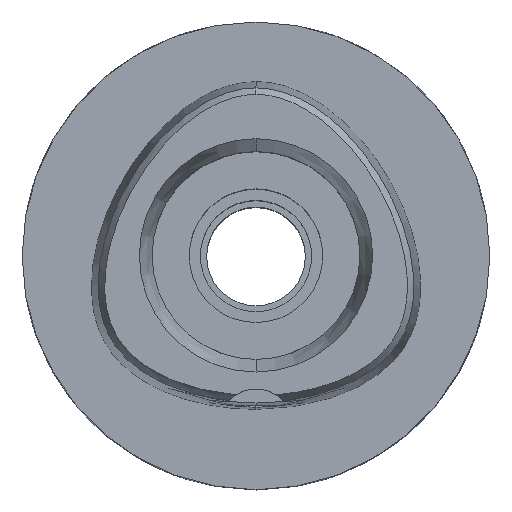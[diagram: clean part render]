
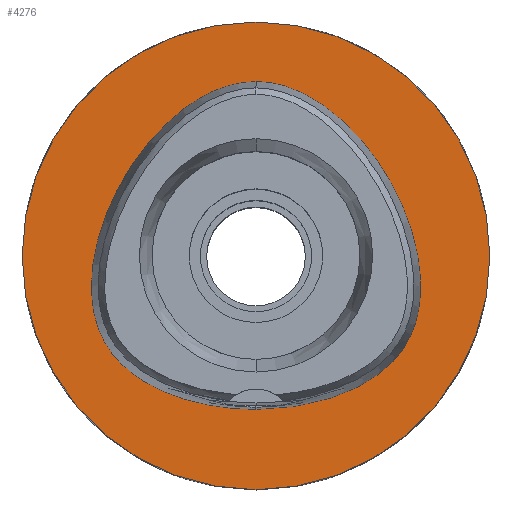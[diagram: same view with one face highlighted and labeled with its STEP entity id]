
A CAD part, top view. The second image highlights one B-rep face of the part: STEP entity #4276.
In plain terms, the highlighted planar face has unit normal (0, 0, 1).
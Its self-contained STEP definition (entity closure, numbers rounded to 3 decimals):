
#206 = CARTESIAN_POINT ( 'NONE',  ( -14.408, 15.641, 0. ) ) ;
#239 = CARTESIAN_POINT ( 'NONE',  ( 19.649, -12.825, 0. ) ) ;
#254 = CARTESIAN_POINT ( 'NONE',  ( -6.341, -20.298, 0. ) ) ;
#279 = CARTESIAN_POINT ( 'NONE',  ( -14.673, -17.214, 0. ) ) ;
#289 = CARTESIAN_POINT ( 'NONE',  ( 0., -31.5, 0. ) ) ;
#509 = DIRECTION ( 'NONE',  ( 0., -1., 0. ) ) ;
#573 = CARTESIAN_POINT ( 'NONE',  ( 0., 23.475, 0. ) ) ;
#619 = CARTESIAN_POINT ( 'NONE',  ( -21.555, -8.996, 0. ) ) ;
#626 = CARTESIAN_POINT ( 'NONE',  ( 16.959, -15.678, 0. ) ) ;
#647 = CARTESIAN_POINT ( 'NONE',  ( -10.746, 19.174, 0. ) ) ;
#672 = CARTESIAN_POINT ( 'NONE',  ( -21.978, -0.281, 0. ) ) ;
#765 = CARTESIAN_POINT ( 'NONE',  ( 0., 0., 0. ) ) ;
#792 = CIRCLE ( 'NONE', #1452, 31.5 ) ;
#804 = B_SPLINE_CURVE_WITH_KNOTS ( 'NONE', 3,
 ( #573, #4146, #3748, #1422, #2131, #647, #206, #2154, #2232, #672, #2564, #991, #619, #4094, #1769, #4832, #2183, #3771, #279, #4455, #254, #1841, #1377 ),
 .UNSPECIFIED., .F., .F.,
 ( 4, 1, 1, 1, 1, 1, 1, 1, 1, 1, 1, 1, 1, 1, 1, 1, 1, 1, 1, 1, 4 ),
 ( 0., 0.042, 0.083, 0.125, 0.167, 0.25, 0.333, 0.417, 0.5, 0.542, 0.583, 0.625, 0.646, 0.667, 0.688, 0.708, 0.75, 0.792, 0.833, 0.917, 1. ),
 .UNSPECIFIED. ) ;
#811 = AXIS2_PLACEMENT_3D ( 'NONE', #3292, #4857, #1796 ) ;
#887 = FACE_BOUND ( 'NONE', #3177, .T. ) ;
#991 = CARTESIAN_POINT ( 'NONE',  ( -22.057, -6.848, 0. ) ) ;
#1043 = CARTESIAN_POINT ( 'NONE',  ( 22.245, -4.1, 0. ) ) ;
#1113 = CARTESIAN_POINT ( 'NONE',  ( 7.571, 21.315, 0. ) ) ;
#1131 = CIRCLE ( 'NONE', #3953, 31.5 ) ;
#1294 = DIRECTION ( 'NONE',  ( 0., 0., -1. ) ) ;
#1377 = CARTESIAN_POINT ( 'NONE',  ( 0., -20.675, 0. ) ) ;
#1406 = CARTESIAN_POINT ( 'NONE',  ( 2.114, -20.675, 0. ) ) ;
#1422 = CARTESIAN_POINT ( 'NONE',  ( -5.098, 22.526, 0. ) ) ;
#1426 = CARTESIAN_POINT ( 'NONE',  ( 6.341, -20.298, 0. ) ) ;
#1452 = AXIS2_PLACEMENT_3D ( 'NONE', #765, #1294, #509 ) ;
#1480 = DIRECTION ( 'NONE',  ( 0., 0., -1. ) ) ;
#1594 = CARTESIAN_POINT ( 'NONE',  ( 18.068, 10.432, 0. ) ) ;
#1714 = VERTEX_POINT ( 'NONE', #4331 ) ;
#1769 = CARTESIAN_POINT ( 'NONE',  ( -20.35, -11.749, 0. ) ) ;
#1796 = DIRECTION ( 'NONE',  ( 0., -1., 0. ) ) ;
#1800 = EDGE_LOOP ( 'NONE', ( #4641, #3382 ) ) ;
#1841 = CARTESIAN_POINT ( 'NONE',  ( -2.114, -20.675, 0. ) ) ;
#2131 = CARTESIAN_POINT ( 'NONE',  ( -7.571, 21.315, 0. ) ) ;
#2154 = CARTESIAN_POINT ( 'NONE',  ( -18.068, 10.432, 0. ) ) ;
#2183 = CARTESIAN_POINT ( 'NONE',  ( -18.568, -14.169, 0. ) ) ;
#2217 = EDGE_CURVE ( 'NONE', #2860, #3243, #792, .T. ) ;
#2232 = CARTESIAN_POINT ( 'NONE',  ( -20.749, 4.657, 0. ) ) ;
#2236 = CARTESIAN_POINT ( 'NONE',  ( 14.673, -17.214, 0. ) ) ;
#2360 = CARTESIAN_POINT ( 'NONE',  ( 0., 23.475, 0. ) ) ;
#2456 = B_SPLINE_CURVE_WITH_KNOTS ( 'NONE', 3,
 ( #4864, #1406, #1426, #2568, #2236, #626, #3730, #239, #4885, #3753, #2970, #4506, #1043, #2596, #4127, #1594, #4979, #2664, #1113, #4580, #3844, #4279, #2360 ),
 .UNSPECIFIED., .F., .F.,
 ( 4, 1, 1, 1, 1, 1, 1, 1, 1, 1, 1, 1, 1, 1, 1, 1, 1, 1, 1, 1, 4 ),
 ( 0., 0.083, 0.167, 0.208, 0.25, 0.292, 0.313, 0.333, 0.354, 0.375, 0.417, 0.458, 0.5, 0.583, 0.667, 0.75, 0.833, 0.875, 0.917, 0.958, 1. ),
 .UNSPECIFIED. ) ;
#2564 = CARTESIAN_POINT ( 'NONE',  ( -22.245, -4.1, 0. ) ) ;
#2568 = CARTESIAN_POINT ( 'NONE',  ( 11.233, -18.893, 0. ) ) ;
#2596 = CARTESIAN_POINT ( 'NONE',  ( 21.978, -0.281, 0. ) ) ;
#2664 = CARTESIAN_POINT ( 'NONE',  ( 10.746, 19.174, 0. ) ) ;
#2839 = VERTEX_POINT ( 'NONE', #4911 ) ;
#2860 = VERTEX_POINT ( 'NONE', #289 ) ;
#2970 = CARTESIAN_POINT ( 'NONE',  ( 21.555, -8.996, 0. ) ) ;
#3177 = EDGE_LOOP ( 'NONE', ( #3188, #4984 ) ) ;
#3188 = ORIENTED_EDGE ( 'NONE', *, *, #4339, .F. ) ;
#3243 = VERTEX_POINT ( 'NONE', #4940 ) ;
#3292 = CARTESIAN_POINT ( 'NONE',  ( 0., 0., 0. ) ) ;
#3382 = ORIENTED_EDGE ( 'NONE', *, *, #2217, .F. ) ;
#3696 = PLANE ( 'NONE',  #811 ) ;
#3702 = DIRECTION ( 'NONE',  ( 0., 1., 0. ) ) ;
#3730 = CARTESIAN_POINT ( 'NONE',  ( 18.568, -14.169, 0. ) ) ;
#3748 = CARTESIAN_POINT ( 'NONE',  ( -2.565, 23.293, 0. ) ) ;
#3753 = CARTESIAN_POINT ( 'NONE',  ( 20.932, -10.604, 0. ) ) ;
#3771 = CARTESIAN_POINT ( 'NONE',  ( -16.959, -15.678, 0. ) ) ;
#3837 = EDGE_CURVE ( 'NONE', #3243, #2860, #1131, .T. ) ;
#3844 = CARTESIAN_POINT ( 'NONE',  ( 2.565, 23.293, 0. ) ) ;
#3898 = EDGE_CURVE ( 'NONE', #2839, #1714, #2456, .T. ) ;
#3953 = AXIS2_PLACEMENT_3D ( 'NONE', #4935, #1480, #3702 ) ;
#4094 = CARTESIAN_POINT ( 'NONE',  ( -20.932, -10.604, 0. ) ) ;
#4127 = CARTESIAN_POINT ( 'NONE',  ( 20.749, 4.657, 0. ) ) ;
#4146 = CARTESIAN_POINT ( 'NONE',  ( -0.855, 23.475, 0. ) ) ;
#4276 = ADVANCED_FACE ( 'NONE', ( #4354, #887 ), #3696, .F. ) ;
#4279 = CARTESIAN_POINT ( 'NONE',  ( 0.855, 23.475, 0. ) ) ;
#4331 = CARTESIAN_POINT ( 'NONE',  ( 0., 23.475, 0. ) ) ;
#4339 = EDGE_CURVE ( 'NONE', #1714, #2839, #804, .T. ) ;
#4354 = FACE_OUTER_BOUND ( 'NONE', #1800, .T. ) ;
#4455 = CARTESIAN_POINT ( 'NONE',  ( -11.233, -18.893, 0. ) ) ;
#4506 = CARTESIAN_POINT ( 'NONE',  ( 22.057, -6.848, 0. ) ) ;
#4580 = CARTESIAN_POINT ( 'NONE',  ( 5.098, 22.526, 0. ) ) ;
#4641 = ORIENTED_EDGE ( 'NONE', *, *, #3837, .F. ) ;
#4832 = CARTESIAN_POINT ( 'NONE',  ( -19.649, -12.825, 0. ) ) ;
#4857 = DIRECTION ( 'NONE',  ( 0., 0., -1. ) ) ;
#4864 = CARTESIAN_POINT ( 'NONE',  ( 0., -20.675, 0. ) ) ;
#4885 = CARTESIAN_POINT ( 'NONE',  ( 20.35, -11.749, 0. ) ) ;
#4911 = CARTESIAN_POINT ( 'NONE',  ( 0., -20.675, 0. ) ) ;
#4935 = CARTESIAN_POINT ( 'NONE',  ( 0., 0., 0. ) ) ;
#4940 = CARTESIAN_POINT ( 'NONE',  ( 0., 31.5, 0. ) ) ;
#4979 = CARTESIAN_POINT ( 'NONE',  ( 14.408, 15.641, 0. ) ) ;
#4984 = ORIENTED_EDGE ( 'NONE', *, *, #3898, .F. ) ;
